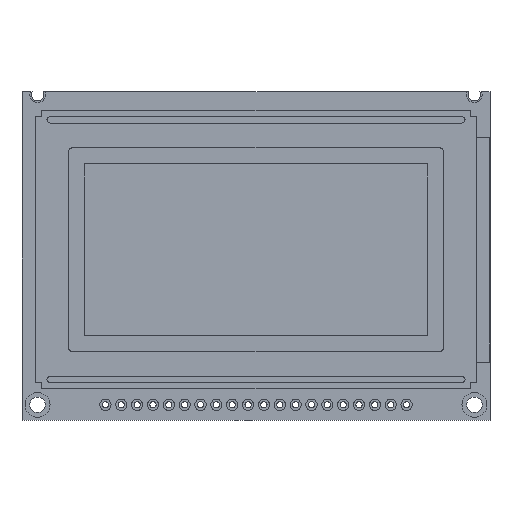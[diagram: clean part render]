
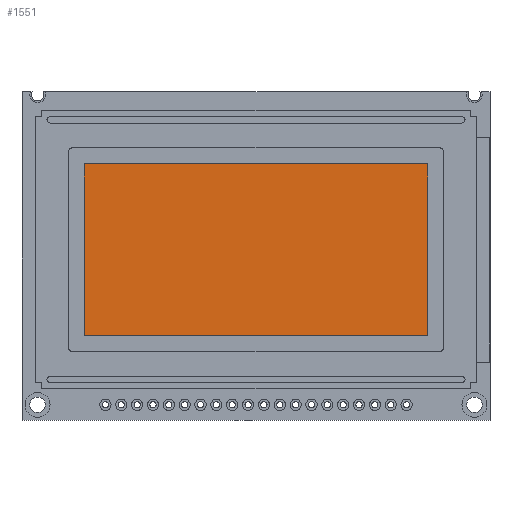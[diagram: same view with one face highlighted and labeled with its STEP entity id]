
A CAD part, top view. The second image highlights one B-rep face of the part: STEP entity #1551.
In plain terms, the highlighted planar face has unit normal (0, 0, 1).
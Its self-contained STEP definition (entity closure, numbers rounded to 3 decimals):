
#1419=CARTESIAN_POINT('',(-27.5,-12.74,8.3));
#1420=VERTEX_POINT('',#1419);
#1427=CARTESIAN_POINT('',(-27.5,14.74,8.3));
#1428=VERTEX_POINT('',#1427);
#1429=CARTESIAN_POINT('',(-27.5,14.74,8.3));
#1430=DIRECTION('',(0.0,-1.0,0.0));
#1431=VECTOR('',#1430,27.48);
#1432=LINE('',#1429,#1431);
#1433=EDGE_CURVE('',#1428,#1420,#1432,.T.);
#1457=CARTESIAN_POINT('',(27.5,-12.74,8.3));
#1458=VERTEX_POINT('',#1457);
#1465=CARTESIAN_POINT('',(-27.5,-12.74,8.3));
#1466=DIRECTION('',(1.0,0.0,0.0));
#1467=VECTOR('',#1466,55.);
#1468=LINE('',#1465,#1467);
#1469=EDGE_CURVE('',#1420,#1458,#1468,.T.);
#1488=CARTESIAN_POINT('',(27.5,14.74,8.3));
#1489=VERTEX_POINT('',#1488);
#1496=CARTESIAN_POINT('',(27.5,-12.74,8.3));
#1497=DIRECTION('',(0.0,1.0,0.0));
#1498=VECTOR('',#1497,27.48);
#1499=LINE('',#1496,#1498);
#1500=EDGE_CURVE('',#1458,#1489,#1499,.T.);
#1518=CARTESIAN_POINT('',(27.5,14.74,8.3));
#1519=DIRECTION('',(-1.0,0.0,0.0));
#1520=VECTOR('',#1519,55.);
#1521=LINE('',#1518,#1520);
#1522=EDGE_CURVE('',#1489,#1428,#1521,.T.);
#1540=CARTESIAN_POINT('',(0.,1.,8.3));
#1541=DIRECTION('',(0.0,0.0,1.0));
#1542=DIRECTION('',(1.0,0.0,0.0));
#1543=AXIS2_PLACEMENT_3D('',#1540,#1541,#1542);
#1544=PLANE('',#1543);
#1545=ORIENTED_EDGE('',*,*,#1522,.T.);
#1546=ORIENTED_EDGE('',*,*,#1433,.T.);
#1547=ORIENTED_EDGE('',*,*,#1469,.T.);
#1548=ORIENTED_EDGE('',*,*,#1500,.T.);
#1549=EDGE_LOOP('',(#1545,#1546,#1547,#1548));
#1550=FACE_OUTER_BOUND('',#1549,.T.);
#1551=ADVANCED_FACE('',(#1550),#1544,.T.);
